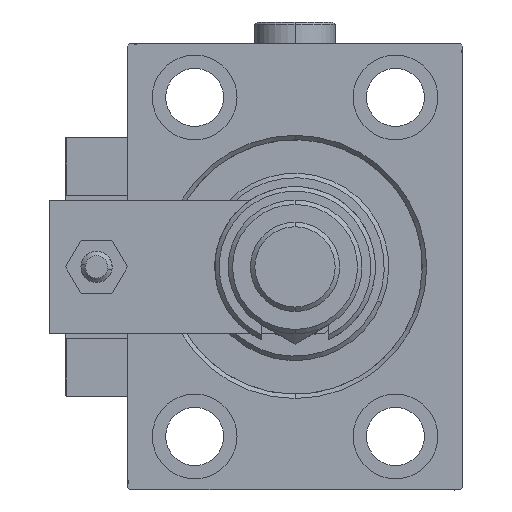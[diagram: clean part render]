
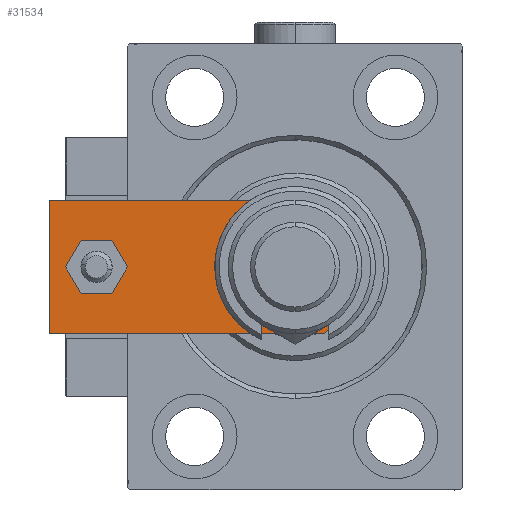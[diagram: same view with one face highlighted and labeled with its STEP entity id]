
A CAD part, left-side view. The second image highlights one B-rep face of the part: STEP entity #31534.
In plain terms, the highlighted face is planar.
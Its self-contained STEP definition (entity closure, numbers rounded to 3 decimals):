
#1237 = VERTEX_POINT ( 'NONE', #32503 ) ;
#2455 = VERTEX_POINT ( 'NONE', #7416 ) ;
#3693 = ORIENTED_EDGE ( 'NONE', *, *, #45449, .T. ) ;
#4826 = DIRECTION ( 'NONE',  ( 0., -1., 0. ) ) ;
#5613 = DIRECTION ( 'NONE',  ( -1., 0., 0. ) ) ;
#5665 = ORIENTED_EDGE ( 'NONE', *, *, #44932, .F. ) ;
#6101 = VERTEX_POINT ( 'NONE', #49652 ) ;
#6516 = AXIS2_PLACEMENT_3D ( 'NONE', #18368, #10397, #47732 ) ;
#7234 = EDGE_CURVE ( 'NONE', #45065, #2455, #37519, .T. ) ;
#7369 = EDGE_LOOP ( 'NONE', ( #5665, #28895 ) ) ;
#7407 = CARTESIAN_POINT ( 'NONE',  ( 4., 59.5, 8. ) ) ;
#7416 = CARTESIAN_POINT ( 'NONE',  ( -15., 8.5, 8. ) ) ;
#7478 = VECTOR ( 'NONE', #5613, 1000. ) ;
#8431 = CARTESIAN_POINT ( 'NONE',  ( 0., 15., 8. ) ) ;
#8949 = CARTESIAN_POINT ( 'NONE',  ( -15., 70., 8. ) ) ;
#9646 = DIRECTION ( 'NONE',  ( 0.707, -0.707, 0. ) ) ;
#9681 = VECTOR ( 'NONE', #4826, 1000. ) ;
#10397 = DIRECTION ( 'NONE',  ( 0., 0., 1. ) ) ;
#11879 = EDGE_LOOP ( 'NONE', ( #49855, #25891 ) ) ;
#12881 = CARTESIAN_POINT ( 'NONE',  ( 3.25, -3.25, 8. ) ) ;
#16481 = DIRECTION ( 'NONE',  ( 0., 0., 1. ) ) ;
#16583 = DIRECTION ( 'NONE',  ( 1., 0., 0. ) ) ;
#16680 = EDGE_CURVE ( 'NONE', #35172, #1237, #21350, .T. ) ;
#17003 = LINE ( 'NONE', #12881, #30314 ) ;
#18368 = CARTESIAN_POINT ( 'NONE',  ( 0., 59.5, 8. ) ) ;
#19748 = EDGE_LOOP ( 'NONE', ( #28273, #25768, #24596, #22044, #48289, #3693 ) ) ;
#20875 = CARTESIAN_POINT ( 'NONE',  ( 0., 0., 8. ) ) ;
#21144 = PLANE ( 'NONE',  #51745 ) ;
#21350 = CIRCLE ( 'NONE', #46781, 4. ) ;
#21428 = EDGE_CURVE ( 'NONE', #38331, #22906, #24119, .T. ) ;
#21558 = CARTESIAN_POINT ( 'NONE',  ( 15., 70., 8. ) ) ;
#22044 = ORIENTED_EDGE ( 'NONE', *, *, #25165, .T. ) ;
#22408 = CIRCLE ( 'NONE', #32857, 10. ) ;
#22570 = LINE ( 'NONE', #22838, #31093 ) ;
#22838 = CARTESIAN_POINT ( 'NONE',  ( -3.25, -3.25, 8. ) ) ;
#22906 = VERTEX_POINT ( 'NONE', #27073 ) ;
#23933 = CARTESIAN_POINT ( 'NONE',  ( 15., 0., 8. ) ) ;
#24119 = LINE ( 'NONE', #36214, #29456 ) ;
#24596 = ORIENTED_EDGE ( 'NONE', *, *, #21428, .T. ) ;
#24684 = DIRECTION ( 'NONE',  ( 0.707, 0.707, 0. ) ) ;
#25165 = EDGE_CURVE ( 'NONE', #22906, #6101, #17003, .T. ) ;
#25637 = DIRECTION ( 'NONE',  ( 0., 0., 1. ) ) ;
#25768 = ORIENTED_EDGE ( 'NONE', *, *, #43640, .T. ) ;
#25891 = ORIENTED_EDGE ( 'NONE', *, *, #16680, .F. ) ;
#26756 = VERTEX_POINT ( 'NONE', #37097 ) ;
#27073 = CARTESIAN_POINT ( 'NONE',  ( 6.5, 0., 8. ) ) ;
#27836 = CARTESIAN_POINT ( 'NONE',  ( -6.5, 0., 8. ) ) ;
#27909 = VERTEX_POINT ( 'NONE', #38408 ) ;
#28273 = ORIENTED_EDGE ( 'NONE', *, *, #7234, .T. ) ;
#28895 = ORIENTED_EDGE ( 'NONE', *, *, #52051, .F. ) ;
#29456 = VECTOR ( 'NONE', #52428, 1000. ) ;
#29776 = LINE ( 'NONE', #21558, #7478 ) ;
#30314 = VECTOR ( 'NONE', #24684, 1000. ) ;
#31093 = VECTOR ( 'NONE', #9646, 1000. ) ;
#31202 = CARTESIAN_POINT ( 'NONE',  ( 0., 15., 8. ) ) ;
#31534 = ADVANCED_FACE ( 'NONE', ( #49420, #32943, #50232 ), #21144, .T. ) ;
#32503 = CARTESIAN_POINT ( 'NONE',  ( -4., 59.5, 8. ) ) ;
#32857 = AXIS2_PLACEMENT_3D ( 'NONE', #8431, #53724, #36713 ) ;
#32943 = FACE_OUTER_BOUND ( 'NONE', #19748, .T. ) ;
#34084 = EDGE_CURVE ( 'NONE', #6101, #26756, #37102, .T. ) ;
#35172 = VERTEX_POINT ( 'NONE', #7407 ) ;
#36214 = CARTESIAN_POINT ( 'NONE',  ( -15., 0., 8. ) ) ;
#36713 = DIRECTION ( 'NONE',  ( 1., 0., 0. ) ) ;
#37097 = CARTESIAN_POINT ( 'NONE',  ( 15., 70., 8. ) ) ;
#37102 = LINE ( 'NONE', #23933, #43955 ) ;
#37519 = LINE ( 'NONE', #8949, #9681 ) ;
#37904 = AXIS2_PLACEMENT_3D ( 'NONE', #31202, #44819, #53308 ) ;
#38087 = CARTESIAN_POINT ( 'NONE',  ( -15., 70., 8. ) ) ;
#38331 = VERTEX_POINT ( 'NONE', #27836 ) ;
#38408 = CARTESIAN_POINT ( 'NONE',  ( 10., 15., 8. ) ) ;
#40419 = DIRECTION ( 'NONE',  ( 0., 1., 0. ) ) ;
#43130 = EDGE_CURVE ( 'NONE', #1237, #35172, #45067, .T. ) ;
#43222 = CIRCLE ( 'NONE', #37904, 10. ) ;
#43640 = EDGE_CURVE ( 'NONE', #2455, #38331, #22570, .T. ) ;
#43955 = VECTOR ( 'NONE', #40419, 1000. ) ;
#44819 = DIRECTION ( 'NONE',  ( 0., 0., 1. ) ) ;
#44932 = EDGE_CURVE ( 'NONE', #49402, #27909, #22408, .T. ) ;
#45065 = VERTEX_POINT ( 'NONE', #38087 ) ;
#45067 = CIRCLE ( 'NONE', #6516, 4. ) ;
#45096 = CARTESIAN_POINT ( 'NONE',  ( -10., 15., 8. ) ) ;
#45449 = EDGE_CURVE ( 'NONE', #26756, #45065, #29776, .T. ) ;
#46124 = DIRECTION ( 'NONE',  ( 1., 0., 0. ) ) ;
#46781 = AXIS2_PLACEMENT_3D ( 'NONE', #50608, #25637, #16583 ) ;
#47732 = DIRECTION ( 'NONE',  ( 1., 0., 0. ) ) ;
#48289 = ORIENTED_EDGE ( 'NONE', *, *, #34084, .T. ) ;
#49402 = VERTEX_POINT ( 'NONE', #45096 ) ;
#49420 = FACE_BOUND ( 'NONE', #11879, .T. ) ;
#49652 = CARTESIAN_POINT ( 'NONE',  ( 15., 8.5, 8. ) ) ;
#49855 = ORIENTED_EDGE ( 'NONE', *, *, #43130, .F. ) ;
#50232 = FACE_BOUND ( 'NONE', #7369, .T. ) ;
#50608 = CARTESIAN_POINT ( 'NONE',  ( 0., 59.5, 8. ) ) ;
#51745 = AXIS2_PLACEMENT_3D ( 'NONE', #20875, #16481, #46124 ) ;
#52051 = EDGE_CURVE ( 'NONE', #27909, #49402, #43222, .T. ) ;
#52428 = DIRECTION ( 'NONE',  ( 1., 0., 0. ) ) ;
#53308 = DIRECTION ( 'NONE',  ( 1., 0., 0. ) ) ;
#53724 = DIRECTION ( 'NONE',  ( 0., 0., 1. ) ) ;
